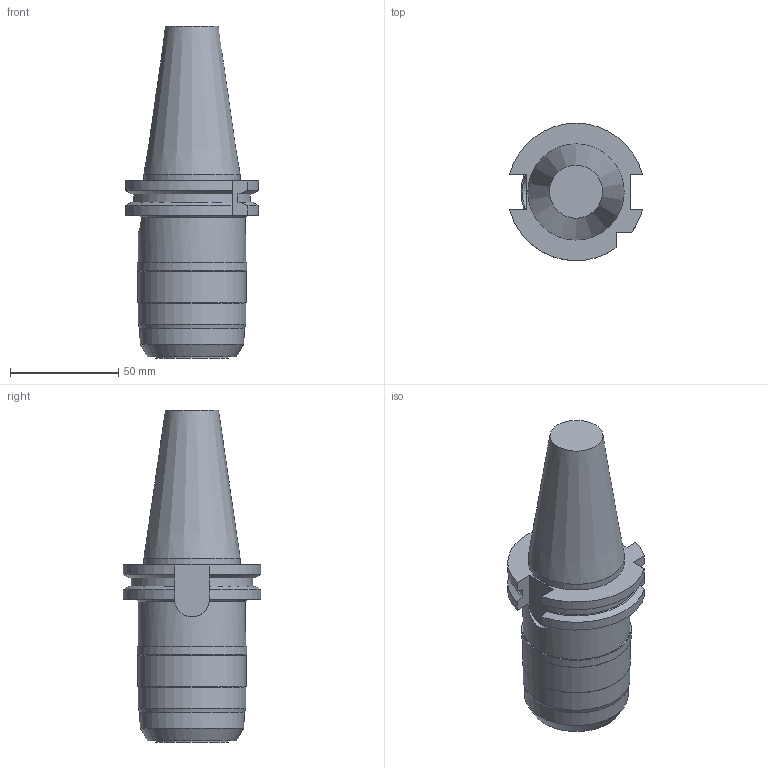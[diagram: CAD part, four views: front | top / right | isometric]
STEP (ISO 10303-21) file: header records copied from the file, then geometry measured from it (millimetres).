
FILE_DESCRIPTION((''),'1');
FILE_NAME('DV40-HMC20S-85.stp','2016-06-08T07:28:16',(''),(''),'Spatial Interop R21 SP3','Kubotek KeyCreator 2011 V10.0.2 (22737)',' ');
FILE_SCHEMA(('automotive_design'));
Length unit declared in the file: millimetre
Products named in the file (1): Unnamed[1]
Bounding box: 61.48 x 63.54 x 153.4 mm (x, y, z)
Volume: 238052 mm3; surface area: 26621.2 mm2
Topology: 1 solids, 1 shells, 50 faces, 127 edges, 82 vertices
Faces by surface type: plane 21, cylinder 16, cone 13
Full cylindrical faces by diameter (mm): 33.6 x1, 44.45 x1, 49.5 x2, 50 x1, 50.7 x1
Entity records: 2673 total; most frequent: CARTESIAN_POINT 331, DIRECTION 241, ORIENTED_EDGE 228, PRESENTATION_STYLE_ASSIGNMENT 216, COLOUR_RGB 216, STYLED_ITEM 165, CURVE_STYLE 165, DRAUGHTING_PRE_DEFINED_CURVE_FONT 165
